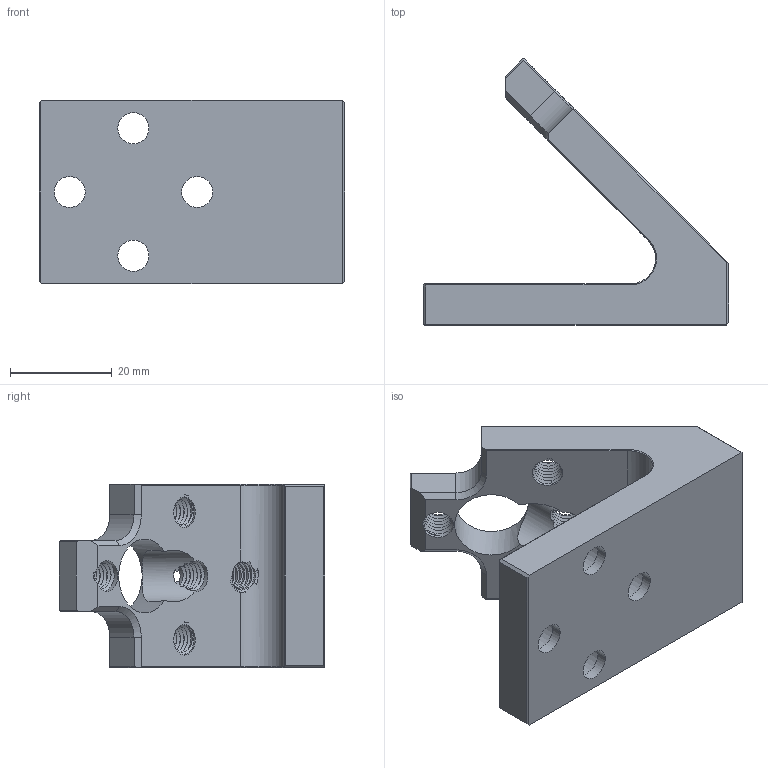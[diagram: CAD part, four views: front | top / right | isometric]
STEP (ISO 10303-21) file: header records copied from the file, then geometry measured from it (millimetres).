
FILE_DESCRIPTION((''),'2;1');
FILE_NAME('APT-45','2022-02-19T',('daizhiwen'),(''),'CREO PARAMETRIC BY PTC INC, 2018360','CREO PARAMETRIC BY PTC INC, 2018360','');
FILE_SCHEMA(('CONFIG_CONTROL_DESIGN'));
Length unit declared in the file: millimetre
Products named in the file (1): APT-45
Bounding box: 60 x 52.16 x 36 mm (x, y, z)
Volume: 27742.2 mm3; surface area: 11249.2 mm2
Topology: 1 solids, 1 shells, 207 faces, 572 edges, 369 vertices
Faces by surface type: cylinder 95, bspline 51, plane 45, cone 16
Entity records: 13731 total; most frequent: CARTESIAN_POINT 8959, ORIENTED_EDGE 1144, DIRECTION 716, EDGE_CURVE 572, VERTEX_POINT 369, B_SPLINE_CURVE_WITH_KNOTS 247, VECTOR 246, LINE 246
